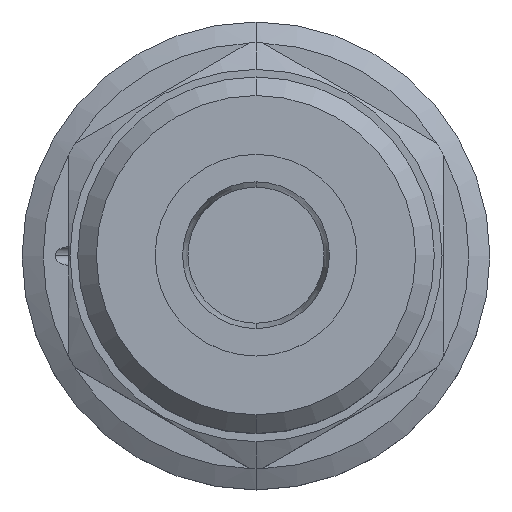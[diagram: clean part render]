
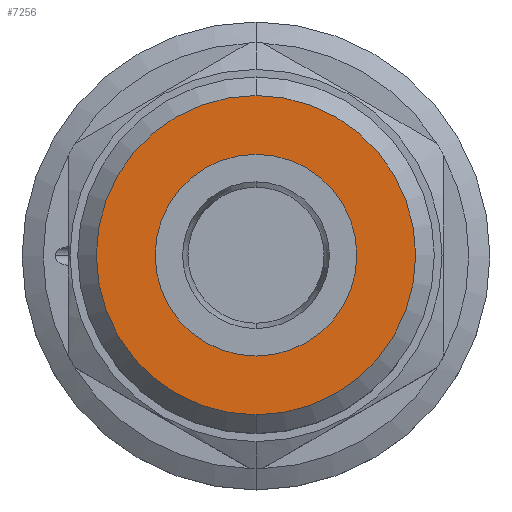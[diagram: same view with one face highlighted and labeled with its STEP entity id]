
A CAD part, top view. The second image highlights one B-rep face of the part: STEP entity #7256.
In plain terms, the highlighted planar face has unit normal (0, 0, 1).
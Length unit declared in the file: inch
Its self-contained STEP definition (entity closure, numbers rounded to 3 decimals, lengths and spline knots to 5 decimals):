
#2882=CARTESIAN_POINT('',(0.,0.,4.063));
#2883=DIRECTION('',(0.,0.,1.));
#2884=DIRECTION('',(0.,-1.,0.));
#2885=AXIS2_PLACEMENT_3D('',#2882,#2883,#2884);
#2900=CARTESIAN_POINT('',(0.,0.,4.063));
#2901=DIRECTION('',(0.,0.,1.));
#2902=DIRECTION('',(0.,-1.,0.));
#2903=AXIS2_PLACEMENT_3D('',#2900,#2901,#2902);
#2905=CARTESIAN_POINT('',(0.,0.,4.063));
#2906=DIRECTION('',(0.,0.,1.));
#2907=DIRECTION('',(0.,1.,0.));
#2908=AXIS2_PLACEMENT_3D('',#2905,#2906,#2907);
#2910=CARTESIAN_POINT('',(0.,0.,4.063));
#2911=DIRECTION('',(0.,0.,1.));
#2912=DIRECTION('',(0.,1.,0.));
#2913=AXIS2_PLACEMENT_3D('',#2910,#2911,#2912);
#3209=CARTESIAN_POINT('',(0.,-0.336,4.063));
#3210=CARTESIAN_POINT('',(0.,0.336,4.063));
#3211=VERTEX_POINT('',#3209);
#3212=VERTEX_POINT('',#3210);
#3233=CARTESIAN_POINT('',(0.,0.532,4.063));
#3234=CARTESIAN_POINT('',(0.,-0.532,4.063));
#3235=VERTEX_POINT('',#3233);
#3236=VERTEX_POINT('',#3234);
#7240=CARTESIAN_POINT('',(0.,0.,4.063));
#7241=DIRECTION('',(0.,0.,1.));
#7242=DIRECTION('',(0.,1.,0.));
#7243=AXIS2_PLACEMENT_3D('',#7240,#7241,#7242);
#7244=PLANE('',#7243);
#7245=ORIENTED_EDGE('',*,*,#7223,.F.);
#7247=ORIENTED_EDGE('',*,*,#7246,.F.);
#7248=EDGE_LOOP('',(#7245,#7247));
#7249=FACE_OUTER_BOUND('',#7248,.F.);
#7251=ORIENTED_EDGE('',*,*,#7250,.T.);
#7253=ORIENTED_EDGE('',*,*,#7252,.T.);
#7254=EDGE_LOOP('',(#7251,#7253));
#7255=FACE_BOUND('',#7254,.F.);
#2886=CIRCLE('',#2885,0.532);
#2904=CIRCLE('',#2903,0.336);
#2909=CIRCLE('',#2908,0.336);
#2914=CIRCLE('',#2913,0.532);
#7223=EDGE_CURVE('',#3236,#3235,#2886,.T.);
#7246=EDGE_CURVE('',#3235,#3236,#2914,.T.);
#7250=EDGE_CURVE('',#3211,#3212,#2904,.T.);
#7252=EDGE_CURVE('',#3212,#3211,#2909,.T.);
#7256=ADVANCED_FACE('',(#7249,#7255),#7244,.T.);
